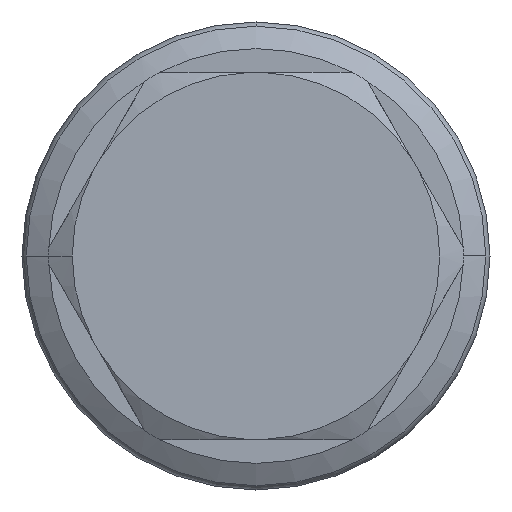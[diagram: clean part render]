
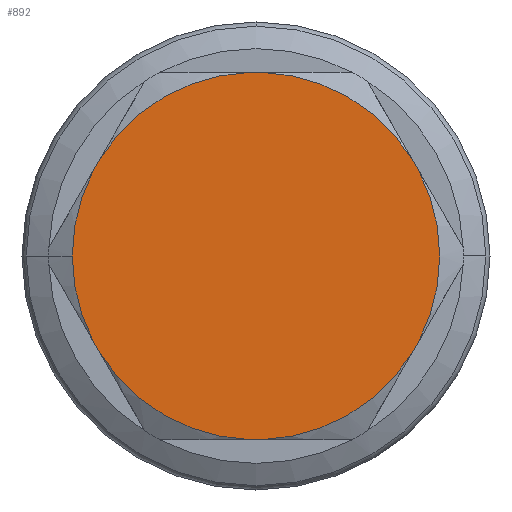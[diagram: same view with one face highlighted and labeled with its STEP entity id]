
A CAD part, left-side view. The second image highlights one B-rep face of the part: STEP entity #892.
In plain terms, the highlighted planar face has unit normal (-1, 0, 0).
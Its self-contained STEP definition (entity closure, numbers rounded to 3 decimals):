
#17 = AXIS2_PLACEMENT_3D ( 'NONE', #8135, #8172, #8140 ) ;
#51 = AXIS2_PLACEMENT_3D ( 'NONE', #5814, #5811, #5810 ) ;
#339 = EDGE_CURVE ( 'NONE', #2011, #2065, #2136, .T. ) ;
#467 = EDGE_CURVE ( 'NONE', #7104, #7299, #2392, .T. ) ;
#494 = EDGE_CURVE ( 'NONE', #7194, #7188, #7006, .T. ) ;
#499 = EDGE_CURVE ( 'NONE', #7160, #7199, #6884, .T. ) ;
#580 = EDGE_CURVE ( 'NONE', #7186, #7173, #6910, .T. ) ;
#587 = EDGE_CURVE ( 'NONE', #7188, #7160, #6903, .T. ) ;
#588 = EDGE_CURVE ( 'NONE', #7173, #7449, #6954, .T. ) ;
#598 = EDGE_CURVE ( 'NONE', #2065, #7194, #6857, .T. ) ;
#599 = EDGE_CURVE ( 'NONE', #7390, #2011, #6874, .T. ) ;
#628 = EDGE_CURVE ( 'NONE', #7299, #7186, #6891, .T. ) ;
#631 = EDGE_CURVE ( 'NONE', #7449, #7169, #6836, .T. ) ;
#633 = EDGE_CURVE ( 'NONE', #7199, #7104, #6892, .T. ) ;
#662 = EDGE_CURVE ( 'NONE', #7169, #7390, #7064, .T. ) ;
#726 = CARTESIAN_POINT ( 'NONE',  ( 0., 0., 0. ) ) ;
#892 = ADVANCED_FACE ( 'NONE', ( #6485 ), #4226, .F. ) ;
#1578 = ORIENTED_EDGE ( 'NONE', *, *, #628, .T. ) ;
#1587 = ORIENTED_EDGE ( 'NONE', *, *, #580, .T. ) ;
#1589 = ORIENTED_EDGE ( 'NONE', *, *, #467, .T. ) ;
#1590 = ORIENTED_EDGE ( 'NONE', *, *, #633, .T. ) ;
#1592 = ORIENTED_EDGE ( 'NONE', *, *, #588, .T. ) ;
#1593 = ORIENTED_EDGE ( 'NONE', *, *, #599, .T. ) ;
#1594 = ORIENTED_EDGE ( 'NONE', *, *, #499, .T. ) ;
#1595 = ORIENTED_EDGE ( 'NONE', *, *, #587, .T. ) ;
#1596 = ORIENTED_EDGE ( 'NONE', *, *, #494, .T. ) ;
#1597 = ORIENTED_EDGE ( 'NONE', *, *, #598, .T. ) ;
#1598 = ORIENTED_EDGE ( 'NONE', *, *, #339, .T. ) ;
#1599 = ORIENTED_EDGE ( 'NONE', *, *, #631, .T. ) ;
#1605 = ORIENTED_EDGE ( 'NONE', *, *, #662, .T. ) ;
#2011 = VERTEX_POINT ( 'NONE', #5444 ) ;
#2065 = VERTEX_POINT ( 'NONE', #5148 ) ;
#2136 = CIRCLE ( 'NONE', #17, 15.86 ) ;
#2392 = CIRCLE ( 'NONE', #51, 15.86 ) ;
#2978 = CARTESIAN_POINT ( 'NONE',  ( 0., -9.151, -15.85 ) ) ;
#2979 = DIRECTION ( 'NONE',  ( 0., -0.5, 0.866 ) ) ;
#2980 = CARTESIAN_POINT ( 'NONE',  ( 0., 0., 0. ) ) ;
#2981 = DIRECTION ( 'NONE',  ( -1., 0., 0. ) ) ;
#2982 = DIRECTION ( 'NONE',  ( 0., -1., 0. ) ) ;
#3375 = CARTESIAN_POINT ( 'NONE',  ( 0., 9.151, 15.85 ) ) ;
#3376 = DIRECTION ( 'NONE',  ( 0., 0.5, -0.866 ) ) ;
#3869 = AXIS2_PLACEMENT_3D ( 'NONE', #726, #6202, #6200 ) ;
#3896 = AXIS2_PLACEMENT_3D ( 'NONE', #5849, #5837, #5808 ) ;
#4026 = AXIS2_PLACEMENT_3D ( 'NONE', #2980, #2981, #2982 ) ;
#4059 = AXIS2_PLACEMENT_3D ( 'NONE', #5123, #5121, #5118 ) ;
#4093 = AXIS2_PLACEMENT_3D ( 'NONE', #4576, #4298, #4834 ) ;
#4095 = AXIS2_PLACEMENT_3D ( 'NONE', #5426, #5424, #5422 ) ;
#4226 = PLANE ( 'NONE',  #4093 ) ;
#4298 = DIRECTION ( 'NONE',  ( 1., 0., 0. ) ) ;
#4508 = CARTESIAN_POINT ( 'NONE',  ( 0., 14.008, 7.437 ) ) ;
#4576 = CARTESIAN_POINT ( 'NONE',  ( 0., 0., 0. ) ) ;
#4622 = CARTESIAN_POINT ( 'NONE',  ( 0., 13.445, 8.413 ) ) ;
#4625 = CARTESIAN_POINT ( 'NONE',  ( 0., -0.563, 15.85 ) ) ;
#4646 = CARTESIAN_POINT ( 'NONE',  ( 0., -0.563, -15.85 ) ) ;
#4655 = CARTESIAN_POINT ( 'NONE',  ( 0., -14.008, -7.437 ) ) ;
#4823 = DIRECTION ( 'NONE',  ( 0., 0.5, 0.866 ) ) ;
#4834 = DIRECTION ( 'NONE',  ( 0., 1., 0. ) ) ;
#4843 = CARTESIAN_POINT ( 'NONE',  ( 0., -18.302, 0. ) ) ;
#4974 = CARTESIAN_POINT ( 'NONE',  ( 0., 0.563, 15.85 ) ) ;
#5067 = CARTESIAN_POINT ( 'NONE',  ( 0., -14.008, 7.437 ) ) ;
#5075 = CARTESIAN_POINT ( 'NONE',  ( 0., -13.445, -8.413 ) ) ;
#5079 = CARTESIAN_POINT ( 'NONE',  ( 0., 13.445, -8.413 ) ) ;
#5088 = CARTESIAN_POINT ( 'NONE',  ( 0., 0.563, -15.85 ) ) ;
#5096 = CARTESIAN_POINT ( 'NONE',  ( 0., -13.445, 8.413 ) ) ;
#5118 = DIRECTION ( 'NONE',  ( 0., -1., 0. ) ) ;
#5121 = DIRECTION ( 'NONE',  ( -1., 0., 0. ) ) ;
#5123 = CARTESIAN_POINT ( 'NONE',  ( 0., 0., 0. ) ) ;
#5133 = DIRECTION ( 'NONE',  ( 0., -0.5, -0.866 ) ) ;
#5136 = CARTESIAN_POINT ( 'NONE',  ( 0., 18.302, 0. ) ) ;
#5148 = CARTESIAN_POINT ( 'NONE',  ( 0., 14.008, -7.437 ) ) ;
#5323 = DIRECTION ( 'NONE',  ( 0., 1., 0. ) ) ;
#5327 = CARTESIAN_POINT ( 'NONE',  ( 0., -9.151, 15.85 ) ) ;
#5349 = DIRECTION ( 'NONE',  ( 0., -1., 0. ) ) ;
#5377 = CARTESIAN_POINT ( 'NONE',  ( 0., 9.151, -15.85 ) ) ;
#5422 = DIRECTION ( 'NONE',  ( 0., -1., 0. ) ) ;
#5424 = DIRECTION ( 'NONE',  ( -1., 0., 0. ) ) ;
#5426 = CARTESIAN_POINT ( 'NONE',  ( 0., 0., 0. ) ) ;
#5444 = CARTESIAN_POINT ( 'NONE',  ( 0., 15.86, 0. ) ) ;
#5808 = DIRECTION ( 'NONE',  ( 0., -1., 0. ) ) ;
#5810 = DIRECTION ( 'NONE',  ( 0., -1., 0. ) ) ;
#5811 = DIRECTION ( 'NONE',  ( -1., 0., 0. ) ) ;
#5814 = CARTESIAN_POINT ( 'NONE',  ( 0., 0., 0. ) ) ;
#5837 = DIRECTION ( 'NONE',  ( -1., 0., 0. ) ) ;
#5849 = CARTESIAN_POINT ( 'NONE',  ( 0., 0., 0. ) ) ;
#6200 = DIRECTION ( 'NONE',  ( 0., -1., 0. ) ) ;
#6202 = DIRECTION ( 'NONE',  ( -1., 0., 0. ) ) ;
#6485 = FACE_OUTER_BOUND ( 'NONE', #7256, .T. ) ;
#6836 = CIRCLE ( 'NONE', #4026, 15.86 ) ;
#6850 = VECTOR ( 'NONE', #5349, 1000. ) ;
#6856 = VECTOR ( 'NONE', #5323, 1000. ) ;
#6857 = LINE ( 'NONE', #5136, #6865 ) ;
#6865 = VECTOR ( 'NONE', #5133, 1000. ) ;
#6874 = CIRCLE ( 'NONE', #4059, 15.86 ) ;
#6884 = CIRCLE ( 'NONE', #3896, 15.86 ) ;
#6891 = LINE ( 'NONE', #4843, #7096 ) ;
#6892 = LINE ( 'NONE', #2978, #7066 ) ;
#6903 = LINE ( 'NONE', #5377, #6850 ) ;
#6910 = CIRCLE ( 'NONE', #4095, 15.86 ) ;
#6954 = LINE ( 'NONE', #5327, #6856 ) ;
#6976 = VECTOR ( 'NONE', #3376, 1000. ) ;
#7006 = CIRCLE ( 'NONE', #3869, 15.86 ) ;
#7064 = LINE ( 'NONE', #3375, #6976 ) ;
#7066 = VECTOR ( 'NONE', #2979, 1000. ) ;
#7096 = VECTOR ( 'NONE', #4823, 1000. ) ;
#7104 = VERTEX_POINT ( 'NONE', #4655 ) ;
#7160 = VERTEX_POINT ( 'NONE', #4646 ) ;
#7169 = VERTEX_POINT ( 'NONE', #4622 ) ;
#7173 = VERTEX_POINT ( 'NONE', #4625 ) ;
#7186 = VERTEX_POINT ( 'NONE', #5096 ) ;
#7188 = VERTEX_POINT ( 'NONE', #5088 ) ;
#7194 = VERTEX_POINT ( 'NONE', #5079 ) ;
#7199 = VERTEX_POINT ( 'NONE', #5075 ) ;
#7256 = EDGE_LOOP ( 'NONE', ( #1599, #1605, #1593, #1598, #1597, #1596, #1595, #1594, #1590, #1589, #1578, #1587, #1592 ) ) ;
#7299 = VERTEX_POINT ( 'NONE', #5067 ) ;
#7390 = VERTEX_POINT ( 'NONE', #4508 ) ;
#7449 = VERTEX_POINT ( 'NONE', #4974 ) ;
#8135 = CARTESIAN_POINT ( 'NONE',  ( 0., 0., 0. ) ) ;
#8140 = DIRECTION ( 'NONE',  ( 0., -1., 0. ) ) ;
#8172 = DIRECTION ( 'NONE',  ( -1., 0., 0. ) ) ;
